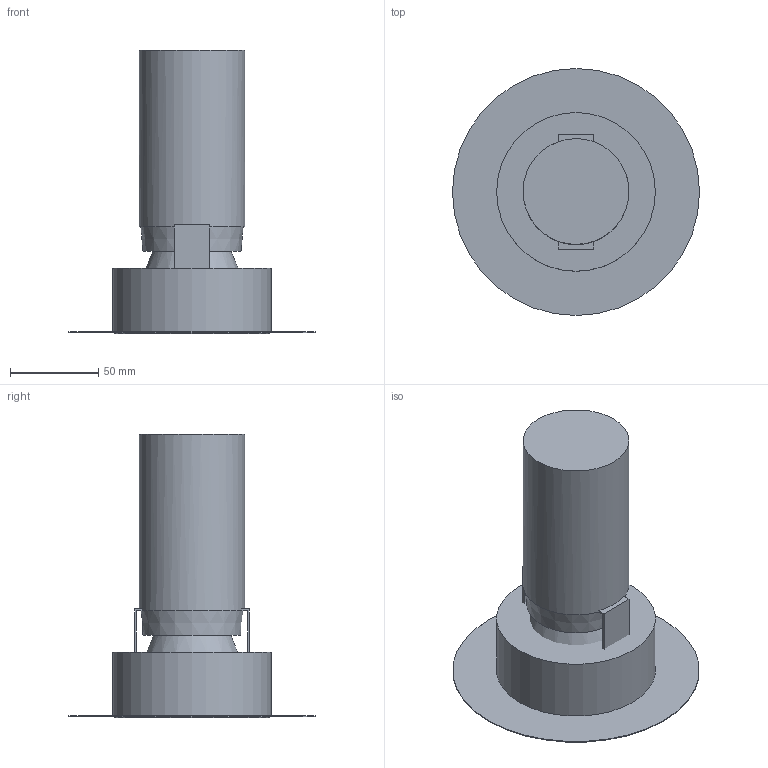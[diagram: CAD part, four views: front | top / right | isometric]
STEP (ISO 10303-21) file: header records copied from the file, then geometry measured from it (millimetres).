
FILE_DESCRIPTION(/* description */ (''),/* implementation_level */ '2;1');
FILE_NAME(/* name */ '070617__.stp',/* time_stamp */ '2019-12-09T15:02:33+01:00',/* author */ (''),/* organization */ (''),/* preprocessor_version */ 'ST-DEVELOPER v15',/* originating_system */ 'SIEMENS PLM Software NX 9.0',/* authorisation */ '');
FILE_SCHEMA (('AUTOMOTIVE_DESIGN { 1 0 10303 214 3 1 1 1 }'));
Length unit declared in the file: millimetre
Products named in the file (3): 070573_-; 070577_-; 070617_-
Assembly tree (2 placements, depth 2):
  070617_-
    070577_-
    070573_-
Bounding box: 140 x 140 x 160.6 mm (x, y, z)
Volume: 603685.4 mm3; surface area: 88076.9 mm2
Topology: 2 solids, 2 shells, 30 faces, 69 edges, 46 vertices
Faces by surface type: plane 21, cylinder 5, cone 4
Full cylindrical faces by diameter (mm): 60 x1, 63 x1, 84.5 x1, 90 x1, 140 x1
Entity records: 850 total; most frequent: DIRECTION 144, CARTESIAN_POINT 131, ORIENTED_EDGE 112, EDGE_CURVE 56, AXIS2_PLACEMENT_3D 55, EDGE_LOOP 46, VERTEX_POINT 42, LINE 34
